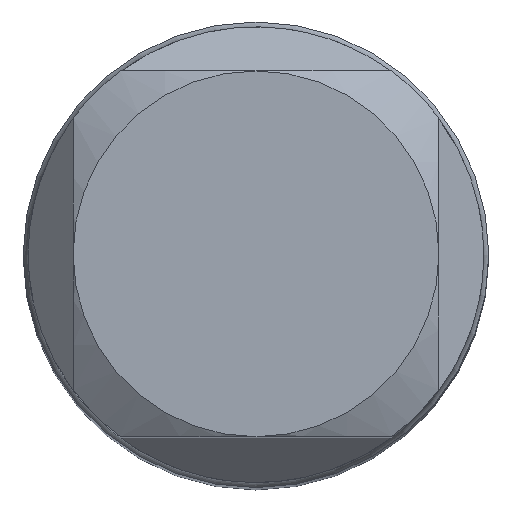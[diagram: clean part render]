
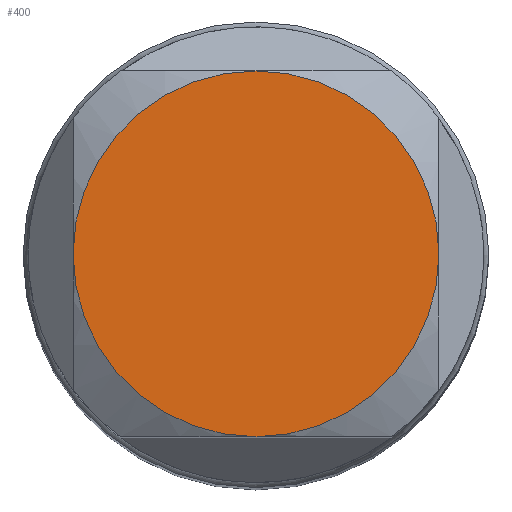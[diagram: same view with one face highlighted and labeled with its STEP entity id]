
A CAD part, top view. The second image highlights one B-rep face of the part: STEP entity #400.
In plain terms, the highlighted planar face has unit normal (0, 0, 1).
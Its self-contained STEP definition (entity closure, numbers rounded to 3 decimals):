
#400=ADVANCED_FACE('NONE',(#713),#657,.F.);
#657=PLANE('',#5536);
#713=FACE_OUTER_BOUND('',#1020,.T.);
#1020=EDGE_LOOP('',(#1683,#1684,#1685,#1686));
#1385=CIRCLE('',#5522,5.5);
#1386=CIRCLE('',#5526,5.5);
#1387=CIRCLE('',#5530,5.5);
#1388=CIRCLE('',#5534,5.5);
#1683=ORIENTED_EDGE('',*,*,#3885,.T.);
#1684=ORIENTED_EDGE('',*,*,#3881,.T.);
#1685=ORIENTED_EDGE('',*,*,#3877,.T.);
#1686=ORIENTED_EDGE('',*,*,#3889,.T.);
#3250=VERTEX_POINT('',#7479);
#3251=VERTEX_POINT('',#7486);
#3252=VERTEX_POINT('',#7500);
#3253=VERTEX_POINT('',#7514);
#3877=EDGE_CURVE('NONE',#3251,#3250,#1385,.T.);
#3881=EDGE_CURVE('NONE',#3252,#3251,#1386,.T.);
#3885=EDGE_CURVE('NONE',#3253,#3252,#1387,.T.);
#3889=EDGE_CURVE('NONE',#3250,#3253,#1388,.T.);
#5522=AXIS2_PLACEMENT_3D('',#7485,#5984,#5985);
#5526=AXIS2_PLACEMENT_3D('',#7499,#5993,#5994);
#5530=AXIS2_PLACEMENT_3D('',#7513,#6002,#6003);
#5534=AXIS2_PLACEMENT_3D('',#7527,#6011,#6012);
#5536=AXIS2_PLACEMENT_3D('',#7529,#6015,#6016);
#5984=DIRECTION('',(0.,0.,1.));
#5985=DIRECTION('',(1.,0.,0.));
#5993=DIRECTION('',(0.,0.,1.));
#5994=DIRECTION('',(1.,0.,0.));
#6002=DIRECTION('',(0.,0.,1.));
#6003=DIRECTION('',(1.,0.,0.));
#6011=DIRECTION('',(0.,0.,1.));
#6012=DIRECTION('',(1.,0.,0.));
#6015=DIRECTION('',(0.,0.,-1.));
#6016=DIRECTION('',(-1.,0.,0.));
#7479=CARTESIAN_POINT('',(5.5,0.,0.));
#7485=CARTESIAN_POINT('',(0.,0.,0.));
#7486=CARTESIAN_POINT('',(0.,-5.5,0.));
#7499=CARTESIAN_POINT('',(0.,0.,0.));
#7500=CARTESIAN_POINT('',(-5.5,0.,0.));
#7513=CARTESIAN_POINT('',(0.,0.,0.));
#7514=CARTESIAN_POINT('',(0.,5.5,0.));
#7527=CARTESIAN_POINT('',(0.,0.,0.));
#7529=CARTESIAN_POINT('',(0.,5.5,0.));
